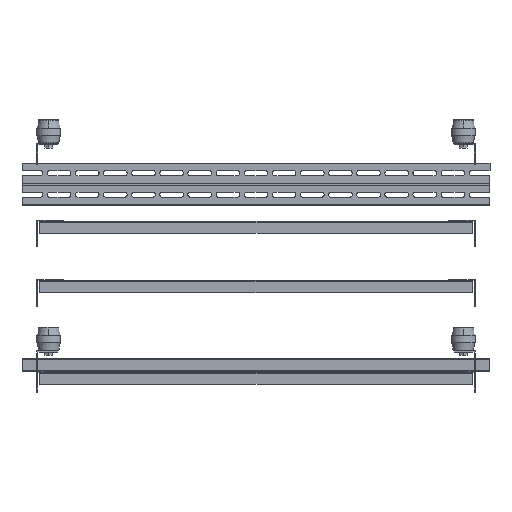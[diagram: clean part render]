
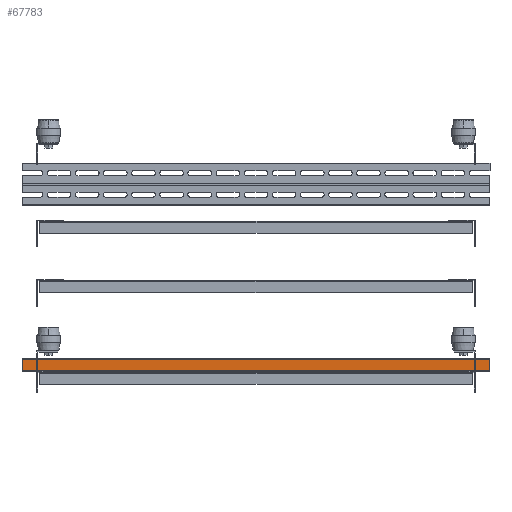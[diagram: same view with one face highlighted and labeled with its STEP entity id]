
A CAD part, front view. The second image highlights one B-rep face of the part: STEP entity #67783.
In plain terms, the highlighted planar face has unit normal (0, -1, 0).
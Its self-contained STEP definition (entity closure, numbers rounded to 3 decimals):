
#878 = DIRECTION ( 'NONE',  ( 0., 0., 1. ) ) ;
#4533 = CARTESIAN_POINT ( 'NONE',  ( -284.888, 12.612, 1023. ) ) ;
#4765 = PLANE ( 'NONE',  #20018 ) ;
#6262 = VECTOR ( 'NONE', #878, 1000. ) ;
#6289 = EDGE_LOOP ( 'NONE', ( #66381, #65245, #53934, #10432 ) ) ;
#6388 = CARTESIAN_POINT ( 'NONE',  ( 505.112, 12.612, 1023. ) ) ;
#8307 = EDGE_CURVE ( 'NONE', #18026, #57722, #35555, .T. ) ;
#10080 = DIRECTION ( 'NONE',  ( 0., 1., 0. ) ) ;
#10432 = ORIENTED_EDGE ( 'NONE', *, *, #8307, .T. ) ;
#14843 = CARTESIAN_POINT ( 'NONE',  ( 505.112, 12.612, 1043. ) ) ;
#18026 = VERTEX_POINT ( 'NONE', #30341 ) ;
#18068 = DIRECTION ( 'NONE',  ( 1., 0., 0. ) ) ;
#20018 = AXIS2_PLACEMENT_3D ( 'NONE', #4533, #10080, #47523 ) ;
#22091 = LINE ( 'NONE', #29805, #53933 ) ;
#23825 = LINE ( 'NONE', #59547, #6262 ) ;
#26176 = VERTEX_POINT ( 'NONE', #49757 ) ;
#29278 = EDGE_CURVE ( 'NONE', #34562, #26176, #22091, .T. ) ;
#29805 = CARTESIAN_POINT ( 'NONE',  ( -284.888, 12.612, 1043. ) ) ;
#30341 = CARTESIAN_POINT ( 'NONE',  ( -284.888, 12.612, 1023. ) ) ;
#34562 = VERTEX_POINT ( 'NONE', #14843 ) ;
#35555 = LINE ( 'NONE', #39363, #46380 ) ;
#37525 = DIRECTION ( 'NONE',  ( 0., 0., 1. ) ) ;
#39363 = CARTESIAN_POINT ( 'NONE',  ( -284.888, 12.612, 1023. ) ) ;
#40970 = LINE ( 'NONE', #64149, #53497 ) ;
#46380 = VECTOR ( 'NONE', #18068, 1000. ) ;
#47523 = DIRECTION ( 'NONE',  ( -1., 0., 0. ) ) ;
#49757 = CARTESIAN_POINT ( 'NONE',  ( -284.888, 12.612, 1043. ) ) ;
#51288 = DIRECTION ( 'NONE',  ( -1., 0., 0. ) ) ;
#53497 = VECTOR ( 'NONE', #37525, 1000. ) ;
#53933 = VECTOR ( 'NONE', #51288, 1000. ) ;
#53934 = ORIENTED_EDGE ( 'NONE', *, *, #60906, .F. ) ;
#57722 = VERTEX_POINT ( 'NONE', #6388 ) ;
#59547 = CARTESIAN_POINT ( 'NONE',  ( -284.888, 12.612, 1023. ) ) ;
#60906 = EDGE_CURVE ( 'NONE', #18026, #26176, #23825, .T. ) ;
#61512 = FACE_OUTER_BOUND ( 'NONE', #6289, .T. ) ;
#62945 = EDGE_CURVE ( 'NONE', #57722, #34562, #40970, .T. ) ;
#64149 = CARTESIAN_POINT ( 'NONE',  ( 505.112, 12.612, 1023. ) ) ;
#65245 = ORIENTED_EDGE ( 'NONE', *, *, #29278, .T. ) ;
#66381 = ORIENTED_EDGE ( 'NONE', *, *, #62945, .T. ) ;
#67783 = ADVANCED_FACE ( 'NONE', ( #61512 ), #4765, .F. ) ;
